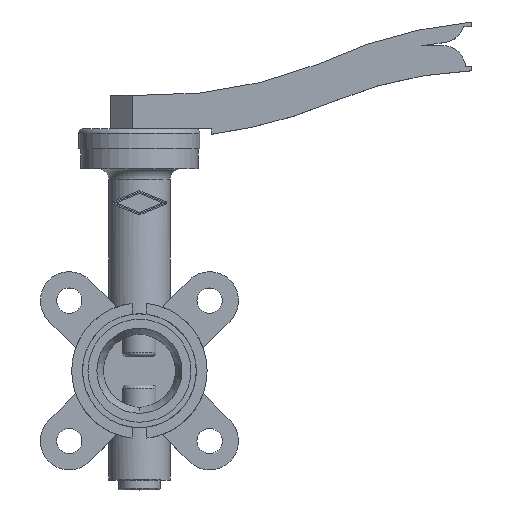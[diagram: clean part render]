
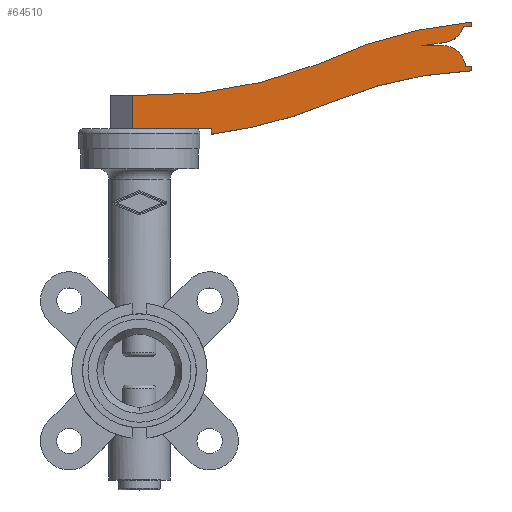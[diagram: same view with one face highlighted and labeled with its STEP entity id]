
A CAD part, top view. The second image highlights one B-rep face of the part: STEP entity #64510.
In plain terms, the highlighted planar face has unit normal (0, 0, 1).
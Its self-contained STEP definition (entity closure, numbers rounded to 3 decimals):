
#57560=CARTESIAN_POINT('',(-4.,152.6,-6.5));
#57570=VERTEX_POINT('',#57560);
#57600=CARTESIAN_POINT('',(-4.,131.,-6.5));
#57610=DIRECTION('',(0.,-1.,0.));
#57620=VECTOR('',#57610,1.);
#57630=LINE('',#57600,#57620);
#57640=CARTESIAN_POINT('',(-4.,134.,-6.5));
#57650=VERTEX_POINT('',#57640);
#57660=EDGE_CURVE('',#57570,#57650,#57630,.T.);
#58270=CARTESIAN_POINT('',(-16.,134.,-6.5));
#58280=DIRECTION('',(1.,0.,0.));
#58290=VECTOR('',#58280,1.);
#58300=LINE('',#58270,#58290);
#58310=CARTESIAN_POINT('',(39.8,134.,-6.5));
#58320=VERTEX_POINT('',#58310);
#58330=EDGE_CURVE('',#57650,#58320,#58300,.T.);
#60000=CARTESIAN_POINT('',(39.8,134.,-6.5));
#60010=DIRECTION('',(0.,-1.,0.));
#60020=VECTOR('',#60010,1.);
#60030=LINE('',#60000,#60020);
#60040=CARTESIAN_POINT('',(39.8,131.,-6.5));
#60050=VERTEX_POINT('',#60040);
#60060=EDGE_CURVE('',#58320,#60050,#60030,.T.);
#60310=CARTESIAN_POINT('',(8.039,384.014,-6.5));
#60320=DIRECTION('',(0.,0.,1.));
#60330=DIRECTION('',(0.125,-0.992,0.));
#60340=AXIS2_PLACEMENT_3D('',#60310,#60320,#60330);
#60350=CIRCLE('',#60340,255.);
#60360=CARTESIAN_POINT('',(107.,149.,-6.5));
#60370=VERTEX_POINT('',#60360);
#60380=EDGE_CURVE('',#60050,#60370,#60350,.T.);
#60630=CARTESIAN_POINT('',(193.348,-56.604,-6.5));
#60640=DIRECTION('',(0.,0.,-1.));
#60650=DIRECTION('',(-0.387,0.922,0.));
#60660=AXIS2_PLACEMENT_3D('',#60630,#60640,#60650);
#60670=CIRCLE('',#60660,223.);
#60680=CARTESIAN_POINT('',(184.,166.2,-6.5));
#60690=VERTEX_POINT('',#60680);
#60700=EDGE_CURVE('',#60370,#60690,#60670,.T.);
#60950=CARTESIAN_POINT('',(184.,166.2,-6.5));
#60960=DIRECTION('',(0.,1.,0.));
#60970=VECTOR('',#60960,1.);
#60980=LINE('',#60950,#60970);
#60990=CARTESIAN_POINT('',(184.,168.7,-6.5));
#61000=VERTEX_POINT('',#60990);
#61010=EDGE_CURVE('',#60690,#61000,#60980,.T.);
#61260=CARTESIAN_POINT('',(184.,168.7,-6.5));
#61270=DIRECTION('',(-1.,0.,0.));
#61280=VECTOR('',#61270,1.);
#61290=LINE('',#61260,#61280);
#61300=CARTESIAN_POINT('',(180.6,168.7,-6.5));
#61310=VERTEX_POINT('',#61300);
#61320=EDGE_CURVE('',#61000,#61310,#61290,.T.);
#61570=CARTESIAN_POINT('',(168.147,167.623,-6.5));
#61580=DIRECTION('',(0.,0.,1.));
#61590=DIRECTION('',(0.996,0.086,0.));
#61600=AXIS2_PLACEMENT_3D('',#61570,#61580,#61590);
#61610=CIRCLE('',#61600,12.5);
#61620=CARTESIAN_POINT('',(168.015,180.122,-6.5));
#61630=VERTEX_POINT('',#61620);
#61640=EDGE_CURVE('',#61310,#61630,#61610,.T.);
#61890=CARTESIAN_POINT('',(168.015,180.122,-6.5));
#61900=DIRECTION('',(-1.,-0.01,0.));
#61910=VECTOR('',#61900,1.);
#61920=LINE('',#61890,#61910);
#61930=CARTESIAN_POINT('',(156.4,180.,-6.5));
#61940=VERTEX_POINT('',#61930);
#61950=EDGE_CURVE('',#61630,#61940,#61920,.T.);
#62200=CARTESIAN_POINT('',(156.4,180.,-6.5));
#62210=DIRECTION('',(0.989,0.147,0.));
#62220=VECTOR('',#62210,1.);
#62230=LINE('',#62200,#62220);
#62240=CARTESIAN_POINT('',(169.9,182.,-6.5));
#62250=VERTEX_POINT('',#62240);
#62260=EDGE_CURVE('',#61940,#62250,#62230,.T.);
#62510=CARTESIAN_POINT('',(167.733,194.311,-6.5));
#62520=DIRECTION('',(0.,0.,1.));
#62530=DIRECTION('',(0.173,-0.985,0.));
#62540=AXIS2_PLACEMENT_3D('',#62510,#62520,#62530);
#62550=CIRCLE('',#62540,12.5);
#62560=CARTESIAN_POINT('',(179.7,190.7,-6.5));
#62570=VERTEX_POINT('',#62560);
#62580=EDGE_CURVE('',#62250,#62570,#62550,.T.);
#62830=CARTESIAN_POINT('',(179.7,190.7,-6.5));
#62840=DIRECTION('',(1.,0.,0.));
#62850=VECTOR('',#62840,1.);
#62860=LINE('',#62830,#62850);
#62870=CARTESIAN_POINT('',(184.,190.7,-6.5));
#62880=VERTEX_POINT('',#62870);
#62890=EDGE_CURVE('',#62570,#62880,#62860,.T.);
#63140=CARTESIAN_POINT('',(184.,190.7,-6.5));
#63150=DIRECTION('',(0.,1.,0.));
#63160=VECTOR('',#63150,1.);
#63170=LINE('',#63140,#63160);
#63180=CARTESIAN_POINT('',(184.,193.2,-6.5));
#63190=VERTEX_POINT('',#63180);
#63200=EDGE_CURVE('',#62880,#63190,#63170,.T.);
#63450=CARTESIAN_POINT('',(207.925,-60.675,-6.5));
#63460=DIRECTION('',(0.,0.,1.));
#63470=DIRECTION('',(-0.094,0.996,0.));
#63480=AXIS2_PLACEMENT_3D('',#63450,#63460,#63470);
#63490=CIRCLE('',#63480,255.);
#63500=CARTESIAN_POINT('',(99.,169.89,-6.5));
#63510=VERTEX_POINT('',#63500);
#63520=EDGE_CURVE('',#63190,#63510,#63490,.T.);
#63770=CARTESIAN_POINT('',(7.367,402.491,-6.5));
#63780=DIRECTION('',(0.,0.,-1.));
#63790=DIRECTION('',(0.367,-0.93,0.));
#63800=AXIS2_PLACEMENT_3D('',#63770,#63780,#63790);
#63810=CIRCLE('',#63800,250.);
#63820=CARTESIAN_POINT('',(0.,152.6,-6.5));
#63830=VERTEX_POINT('',#63820);
#63840=EDGE_CURVE('',#63510,#63830,#63810,.T.);
#64110=CARTESIAN_POINT('',(0.,152.6,-6.5));
#64120=DIRECTION('',(-1.,0.,0.));
#64130=VECTOR('',#64120,1.);
#64140=LINE('',#64110,#64130);
#64150=EDGE_CURVE('',#63830,#57570,#64140,.T.);
#64280=CARTESIAN_POINT('',(0.,131.,-6.5));
#64290=DIRECTION('',(0.,0.,1.));
#64300=DIRECTION('',(1.,0.,0.));
#64310=AXIS2_PLACEMENT_3D('',#64280,#64290,#64300);
#64320=PLANE('',#64310);
#64330=ORIENTED_EDGE('',*,*,#64150,.T.);
#64340=ORIENTED_EDGE('',*,*,#63840,.T.);
#64350=ORIENTED_EDGE('',*,*,#63520,.T.);
#64360=ORIENTED_EDGE('',*,*,#63200,.T.);
#64370=ORIENTED_EDGE('',*,*,#62890,.T.);
#64380=ORIENTED_EDGE('',*,*,#62580,.T.);
#64390=ORIENTED_EDGE('',*,*,#62260,.T.);
#64400=ORIENTED_EDGE('',*,*,#61950,.T.);
#64410=ORIENTED_EDGE('',*,*,#61640,.T.);
#64420=ORIENTED_EDGE('',*,*,#61320,.T.);
#64430=ORIENTED_EDGE('',*,*,#61010,.T.);
#64440=ORIENTED_EDGE('',*,*,#60700,.T.);
#64450=ORIENTED_EDGE('',*,*,#60380,.T.);
#64460=ORIENTED_EDGE('',*,*,#60060,.T.);
#64470=ORIENTED_EDGE('',*,*,#58330,.T.);
#64480=ORIENTED_EDGE('',*,*,#57660,.T.);
#64490=EDGE_LOOP('',(#64480,#64470,#64460,#64450,#64440,#64430,#64420,
#64410,#64400,#64390,#64380,#64370,#64360,#64350,#64340,#64330));
#64500=FACE_OUTER_BOUND('',#64490,.T.);
#64510=ADVANCED_FACE('',(#64500),#64320,.T.);
